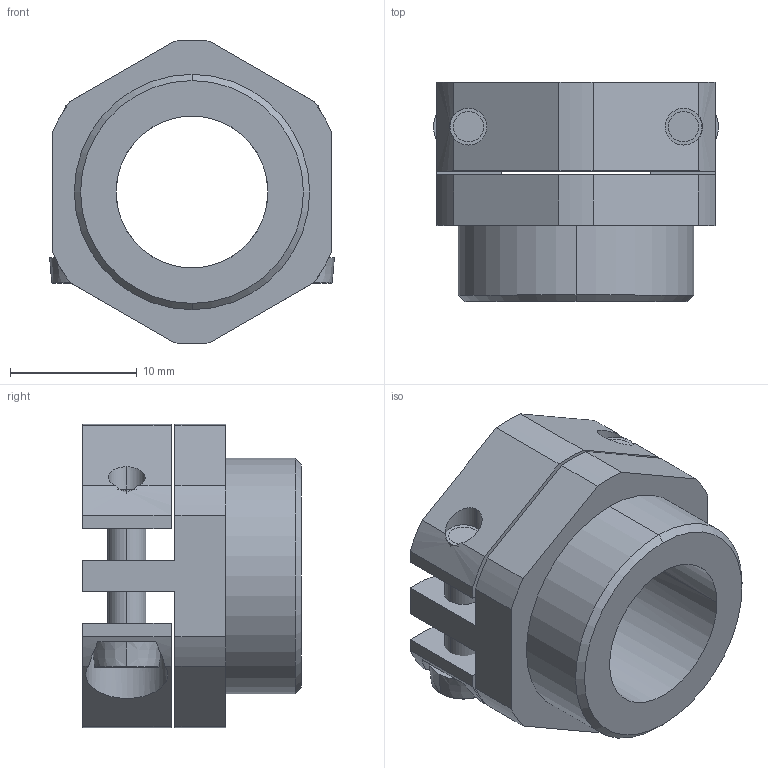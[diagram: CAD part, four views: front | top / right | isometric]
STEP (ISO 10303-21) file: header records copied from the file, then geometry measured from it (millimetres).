
FILE_DESCRIPTION((''),'2;1');
FILE_NAME('2013118_ASM','2014-09-18T',('AndreasKeweloh'),(''),'PRO/ENGINEER BY PARAMETRIC TECHNOLOGY CORPORATION, 2014000','PRO/ENGINEER BY PARAMETRIC TECHNOLOGY CORPORATION, 2014000','');
FILE_SCHEMA(('CONFIG_CONTROL_DESIGN'));
Length unit declared in the file: millimetre
Products named in the file (4): 2013118_KOERPER; 2013118_BACKE; I1207_030_12_ST; 2013118_ASM
Assembly tree (4 placements, depth 2):
  2013118_ASM
    2013118_KOERPER
    2013118_BACKE
    I1207_030_12_ST  x2
Bounding box: 22.5 x 17.3 x 23.98 mm (x, y, z)
Volume: 3740.4 mm3; surface area: 3648.2 mm2
Topology: 5 solids, 7 shells, 108 faces, 288 edges, 190 vertices
Faces by surface type: plane 48, cylinder 40, torus 12, cone 8
Entity records: 3232 total; most frequent: CARTESIAN_POINT 759, DIRECTION 508, ORIENTED_EDGE 492, EDGE_CURVE 248, AXIS2_PLACEMENT_3D 193, VERTEX_POINT 164, VECTOR 122, LINE 122
